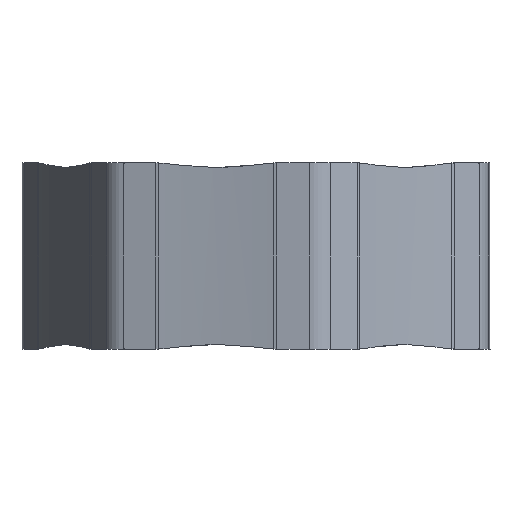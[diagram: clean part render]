
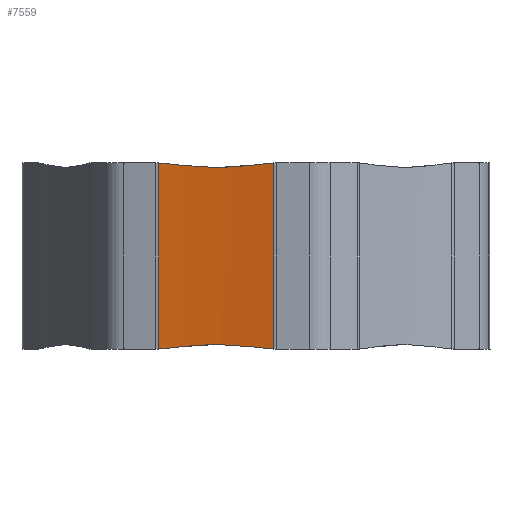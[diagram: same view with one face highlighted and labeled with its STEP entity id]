
A CAD part, left-side view. The second image highlights one B-rep face of the part: STEP entity #7559.
In plain terms, the highlighted cylindrical face has radius 39.24 mm (diameter 78.481 mm), a partial arc.
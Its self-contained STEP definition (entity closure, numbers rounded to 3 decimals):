
#2451=CARTESIAN_POINT('',(-6.925,-0.235,
-0.484));
#2463=CARTESIAN_POINT('',(-6.174,3.018,
-0.469));
#2464=CARTESIAN_POINT('',(-6.161,3.083,
-0.476));
#2465=CARTESIAN_POINT('',(-6.149,3.149,
-0.481));
#2466=CARTESIAN_POINT('',(-6.137,3.216,
-0.484));
#2471=CARTESIAN_POINT('',(-6.137,3.216,5.084));
#2472=CARTESIAN_POINT('',(-6.149,3.149,5.081));
#2473=CARTESIAN_POINT('',(-6.161,3.083,5.076));
#2474=CARTESIAN_POINT('',(-6.174,3.018,5.069));
#2479=CARTESIAN_POINT('',(-6.174,3.018,5.069));
#2480=CARTESIAN_POINT('',(-6.203,2.863,5.051));
#2481=CARTESIAN_POINT('',(-6.232,2.709,5.033));
#2482=CARTESIAN_POINT('',(-6.263,2.555,5.015));
#2487=CARTESIAN_POINT('',(-6.263,2.555,5.015));
#2488=CARTESIAN_POINT('',(-6.299,2.376,4.994));
#2489=CARTESIAN_POINT('',(-6.391,1.928,4.956));
#2490=CARTESIAN_POINT('',(-6.552,1.211,4.945));
#2491=CARTESIAN_POINT('',(-6.683,0.68,
4.984));
#2492=CARTESIAN_POINT('',(-6.751,0.415,5.015));
#2497=CARTESIAN_POINT('',(-6.751,0.415,5.015));
#2498=CARTESIAN_POINT('',(-6.791,0.263,
5.033));
#2499=CARTESIAN_POINT('',(-6.831,0.111,
5.051));
#2500=CARTESIAN_POINT('',(-6.872,-0.04,
5.069));
#2505=CARTESIAN_POINT('',(-6.872,-0.04,
5.069));
#2506=CARTESIAN_POINT('',(-6.889,-0.105,
5.076));
#2507=CARTESIAN_POINT('',(-6.907,-0.169,
5.081));
#2508=CARTESIAN_POINT('',(-6.925,-0.235,
5.084));
#2513=DIRECTION('',(0.,0.,1.));
#2514=VECTOR('',#2513,5.567);
#2515=CARTESIAN_POINT('',(-6.925,-0.235,
-0.484));
#2516=LINE('',#2515,#2514);
#2520=CARTESIAN_POINT('',(-6.925,-0.235,
-0.484));
#2521=CARTESIAN_POINT('',(-6.907,-0.169,
-0.481));
#2522=CARTESIAN_POINT('',(-6.889,-0.105,
-0.476));
#2523=CARTESIAN_POINT('',(-6.872,-0.04,
-0.469));
#2528=CARTESIAN_POINT('',(-6.872,-0.04,
-0.469));
#2529=CARTESIAN_POINT('',(-6.831,0.111,
-0.451));
#2530=CARTESIAN_POINT('',(-6.79,0.264,
-0.433));
#2531=CARTESIAN_POINT('',(-6.751,0.415,
-0.415));
#2536=CARTESIAN_POINT('',(-6.751,0.415,
-0.415));
#2537=CARTESIAN_POINT('',(-6.706,0.592,
-0.394));
#2538=CARTESIAN_POINT('',(-6.595,1.036,
-0.356));
#2539=CARTESIAN_POINT('',(-6.429,1.751,
-0.345));
#2540=CARTESIAN_POINT('',(-6.316,2.287,
-0.384));
#2541=CARTESIAN_POINT('',(-6.263,2.555,
-0.415));
#2546=CARTESIAN_POINT('',(-6.263,2.555,
-0.415));
#2547=CARTESIAN_POINT('',(-6.232,2.709,
-0.433));
#2548=CARTESIAN_POINT('',(-6.202,2.863,
-0.451));
#2549=CARTESIAN_POINT('',(-6.174,3.018,
-0.469));
#2554=CARTESIAN_POINT('',(-6.137,3.216,
-0.484));
#2570=DIRECTION('',(0.,0.,1.));
#2571=VECTOR('',#2570,5.567);
#2572=CARTESIAN_POINT('',(-6.137,3.216,
-0.484));
#2573=LINE('',#2572,#2571);
#4424=VERTEX_POINT('',#2471);
#4425=VERTEX_POINT('',#2474);
#4426=VERTEX_POINT('',#2482);
#4427=VERTEX_POINT('',#2492);
#4428=VERTEX_POINT('',#2500);
#4429=VERTEX_POINT('',#2508);
#4555=VERTEX_POINT('',#2451);
#4558=VERTEX_POINT('',#2523);
#4559=VERTEX_POINT('',#2531);
#4560=VERTEX_POINT('',#2541);
#4561=VERTEX_POINT('',#2549);
#4573=VERTEX_POINT('',#2554);
#7534=CARTESIAN_POINT('',(-44.749,10.214,-1.2));
#7535=DIRECTION('',(0.,0.,1.));
#7536=DIRECTION('',(-0.901,-0.434,0.));
#7537=AXIS2_PLACEMENT_3D('',#7534,#7535,#7536);
#7538=CYLINDRICAL_SURFACE('',#7537,39.241);
#7539=ORIENTED_EDGE('',*,*,#5800,.T.);
#7541=ORIENTED_EDGE('',*,*,#7540,.T.);
#7543=ORIENTED_EDGE('',*,*,#7542,.T.);
#7545=ORIENTED_EDGE('',*,*,#7544,.T.);
#7547=ORIENTED_EDGE('',*,*,#7546,.T.);
#7549=ORIENTED_EDGE('',*,*,#7548,.T.);
#7551=ORIENTED_EDGE('',*,*,#7550,.T.);
#7552=ORIENTED_EDGE('',*,*,#7526,.F.);
#7553=ORIENTED_EDGE('',*,*,#5688,.T.);
#7554=ORIENTED_EDGE('',*,*,#5714,.T.);
#7555=ORIENTED_EDGE('',*,*,#5748,.T.);
#7556=ORIENTED_EDGE('',*,*,#5774,.T.);
#7557=EDGE_LOOP('',(#7539,#7541,#7543,#7545,#7547,#7549,#7551,#7552,#7553,#7554,
#7555,#7556));
#7558=FACE_OUTER_BOUND('',#7557,.F.);
#2467=B_SPLINE_CURVE_WITH_KNOTS('',3,(#2463,#2464,#2465,#2466),.UNSPECIFIED.,
.F.,.F.,(4,4),(0.,1.),.UNSPECIFIED.);
#2475=B_SPLINE_CURVE_WITH_KNOTS('',3,(#2471,#2472,#2473,#2474),.UNSPECIFIED.,
.F.,.F.,(4,4),(0.,1.),.UNSPECIFIED.);
#2483=B_SPLINE_CURVE_WITH_KNOTS('',3,(#2479,#2480,#2481,#2482),.UNSPECIFIED.,
.F.,.F.,(4,4),(0.,1.),.UNSPECIFIED.);
#2493=B_SPLINE_CURVE_WITH_KNOTS('',3,(#2487,#2488,#2489,#2490,#2491,#2492),
.UNSPECIFIED.,.F.,.F.,(4,1,1,4),(0.,0.25,0.625,1.),.UNSPECIFIED.);
#2501=B_SPLINE_CURVE_WITH_KNOTS('',3,(#2497,#2498,#2499,#2500),.UNSPECIFIED.,
.F.,.F.,(4,4),(0.,1.),.UNSPECIFIED.);
#2509=B_SPLINE_CURVE_WITH_KNOTS('',3,(#2505,#2506,#2507,#2508),.UNSPECIFIED.,
.F.,.F.,(4,4),(0.,1.),.UNSPECIFIED.);
#2524=B_SPLINE_CURVE_WITH_KNOTS('',3,(#2520,#2521,#2522,#2523),.UNSPECIFIED.,
.F.,.F.,(4,4),(0.,1.),.UNSPECIFIED.);
#2532=B_SPLINE_CURVE_WITH_KNOTS('',3,(#2528,#2529,#2530,#2531),.UNSPECIFIED.,
.F.,.F.,(4,4),(0.,1.),.UNSPECIFIED.);
#2542=B_SPLINE_CURVE_WITH_KNOTS('',3,(#2536,#2537,#2538,#2539,#2540,#2541),
.UNSPECIFIED.,.F.,.F.,(4,1,1,4),(0.,0.25,0.625,1.),.UNSPECIFIED.);
#2550=B_SPLINE_CURVE_WITH_KNOTS('',3,(#2546,#2547,#2548,#2549),.UNSPECIFIED.,
.F.,.F.,(4,4),(0.,1.),.UNSPECIFIED.);
#5688=EDGE_CURVE('',#4555,#4558,#2524,.T.);
#5714=EDGE_CURVE('',#4558,#4559,#2532,.T.);
#5748=EDGE_CURVE('',#4559,#4560,#2542,.T.);
#5774=EDGE_CURVE('',#4560,#4561,#2550,.T.);
#5800=EDGE_CURVE('',#4561,#4573,#2467,.T.);
#7526=EDGE_CURVE('',#4555,#4429,#2516,.T.);
#7540=EDGE_CURVE('',#4573,#4424,#2573,.T.);
#7542=EDGE_CURVE('',#4424,#4425,#2475,.T.);
#7544=EDGE_CURVE('',#4425,#4426,#2483,.T.);
#7546=EDGE_CURVE('',#4426,#4427,#2493,.T.);
#7548=EDGE_CURVE('',#4427,#4428,#2501,.T.);
#7550=EDGE_CURVE('',#4428,#4429,#2509,.T.);
#7559=ADVANCED_FACE('',(#7558),#7538,.F.);
